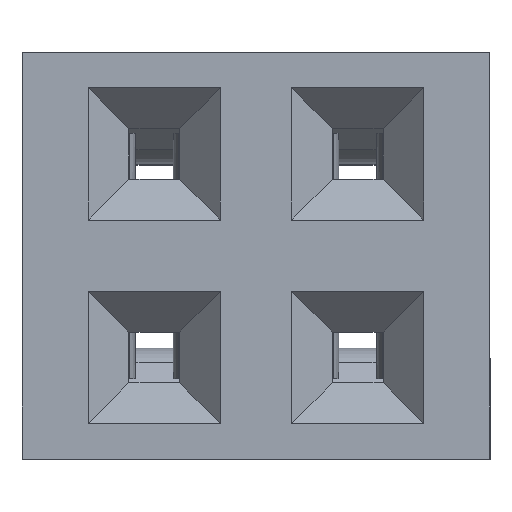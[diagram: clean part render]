
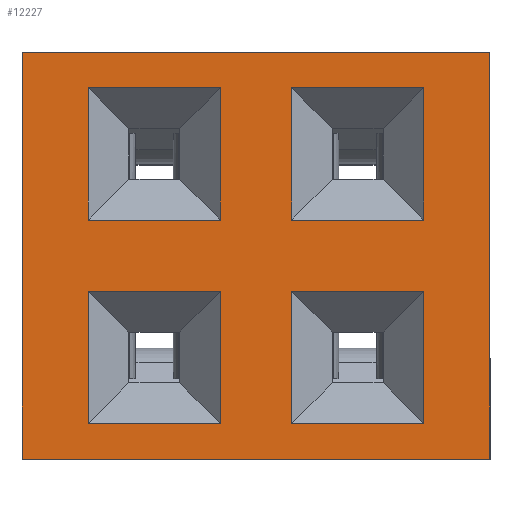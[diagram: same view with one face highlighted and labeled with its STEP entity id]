
A CAD part, top view. The second image highlights one B-rep face of the part: STEP entity #12227.
In plain terms, the highlighted planar face has unit normal (0, 0, 1).
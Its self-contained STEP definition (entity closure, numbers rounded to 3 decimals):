
#484=LINE('',#16469,#1528);
#486=LINE('',#16474,#1530);
#490=LINE('',#16481,#1534);
#492=LINE('',#16484,#1536);
#539=LINE('',#16586,#1583);
#541=LINE('',#16591,#1585);
#545=LINE('',#16598,#1589);
#547=LINE('',#16601,#1591);
#594=LINE('',#16703,#1638);
#596=LINE('',#16708,#1640);
#600=LINE('',#16715,#1644);
#602=LINE('',#16718,#1646);
#649=LINE('',#16820,#1693);
#651=LINE('',#16825,#1695);
#655=LINE('',#16832,#1699);
#657=LINE('',#16835,#1701);
#713=LINE('',#16951,#1757);
#717=LINE('',#16959,#1761);
#718=LINE('',#16961,#1762);
#719=LINE('',#16963,#1763);
#1528=VECTOR('',#13714,1000.);
#1530=VECTOR('',#13718,1000.);
#1534=VECTOR('',#13724,1000.);
#1536=VECTOR('',#13728,1000.);
#1583=VECTOR('',#13809,1000.);
#1585=VECTOR('',#13813,1000.);
#1589=VECTOR('',#13819,1000.);
#1591=VECTOR('',#13823,1000.);
#1638=VECTOR('',#13904,1000.);
#1640=VECTOR('',#13908,1000.);
#1644=VECTOR('',#13914,1000.);
#1646=VECTOR('',#13918,1000.);
#1693=VECTOR('',#13999,1000.);
#1695=VECTOR('',#14003,1000.);
#1699=VECTOR('',#14009,1000.);
#1701=VECTOR('',#14013,1000.);
#1757=VECTOR('',#14107,1000.);
#1761=VECTOR('',#14113,1000.);
#1762=VECTOR('',#14116,1000.);
#1763=VECTOR('',#14119,1000.);
#3095=ORIENTED_EDGE('',*,*,#5439,.T.);
#3096=ORIENTED_EDGE('',*,*,#5433,.T.);
#3097=ORIENTED_EDGE('',*,*,#5435,.T.);
#3098=ORIENTED_EDGE('',*,*,#5441,.T.);
#3099=ORIENTED_EDGE('',*,*,#5561,.T.);
#3100=ORIENTED_EDGE('',*,*,#5555,.T.);
#3101=ORIENTED_EDGE('',*,*,#5557,.T.);
#3102=ORIENTED_EDGE('',*,*,#5563,.T.);
#3103=ORIENTED_EDGE('',*,*,#5625,.F.);
#3104=ORIENTED_EDGE('',*,*,#5631,.F.);
#3105=ORIENTED_EDGE('',*,*,#5629,.T.);
#3106=ORIENTED_EDGE('',*,*,#5630,.T.);
#3107=ORIENTED_EDGE('',*,*,#5500,.T.);
#3108=ORIENTED_EDGE('',*,*,#5494,.T.);
#3109=ORIENTED_EDGE('',*,*,#5496,.T.);
#3110=ORIENTED_EDGE('',*,*,#5502,.T.);
#3111=ORIENTED_EDGE('',*,*,#5378,.T.);
#3112=ORIENTED_EDGE('',*,*,#5372,.T.);
#3113=ORIENTED_EDGE('',*,*,#5374,.T.);
#3114=ORIENTED_EDGE('',*,*,#5380,.T.);
#5372=EDGE_CURVE('',#6731,#6733,#484,.T.);
#5374=EDGE_CURVE('',#6733,#6734,#486,.T.);
#5378=EDGE_CURVE('',#6736,#6731,#490,.T.);
#5380=EDGE_CURVE('',#6734,#6736,#492,.T.);
#5433=EDGE_CURVE('',#6773,#6775,#539,.T.);
#5435=EDGE_CURVE('',#6775,#6776,#541,.T.);
#5439=EDGE_CURVE('',#6778,#6773,#545,.T.);
#5441=EDGE_CURVE('',#6776,#6778,#547,.T.);
#5494=EDGE_CURVE('',#6815,#6817,#594,.T.);
#5496=EDGE_CURVE('',#6817,#6819,#596,.T.);
#5500=EDGE_CURVE('',#6821,#6815,#600,.T.);
#5502=EDGE_CURVE('',#6819,#6821,#602,.T.);
#5555=EDGE_CURVE('',#6857,#6859,#649,.T.);
#5557=EDGE_CURVE('',#6859,#6861,#651,.T.);
#5561=EDGE_CURVE('',#6863,#6857,#655,.T.);
#5563=EDGE_CURVE('',#6861,#6863,#657,.T.);
#5625=EDGE_CURVE('',#6904,#6905,#713,.T.);
#5629=EDGE_CURVE('',#6906,#6907,#717,.T.);
#5630=EDGE_CURVE('',#6907,#6905,#718,.T.);
#5631=EDGE_CURVE('',#6906,#6904,#719,.T.);
#6731=VERTEX_POINT('',#16464);
#6733=VERTEX_POINT('',#16468);
#6734=VERTEX_POINT('',#16472);
#6736=VERTEX_POINT('',#16478);
#6773=VERTEX_POINT('',#16581);
#6775=VERTEX_POINT('',#16585);
#6776=VERTEX_POINT('',#16589);
#6778=VERTEX_POINT('',#16595);
#6815=VERTEX_POINT('',#16698);
#6817=VERTEX_POINT('',#16702);
#6819=VERTEX_POINT('',#16707);
#6821=VERTEX_POINT('',#16713);
#6857=VERTEX_POINT('',#16815);
#6859=VERTEX_POINT('',#16819);
#6861=VERTEX_POINT('',#16824);
#6863=VERTEX_POINT('',#16830);
#6904=VERTEX_POINT('',#16950);
#6905=VERTEX_POINT('',#16952);
#6906=VERTEX_POINT('',#16956);
#6907=VERTEX_POINT('',#16958);
#7698=EDGE_LOOP('',(#3095,#3096,#3097,#3098));
#7699=EDGE_LOOP('',(#3099,#3100,#3101,#3102));
#7700=EDGE_LOOP('',(#3103,#3104,#3105,#3106));
#7701=EDGE_LOOP('',(#3107,#3108,#3109,#3110));
#7702=EDGE_LOOP('',(#3111,#3112,#3113,#3114));
#8186=FACE_BOUND('',#7698,.T.);
#8187=FACE_BOUND('',#7699,.T.);
#8188=FACE_BOUND('',#7700,.T.);
#8189=FACE_BOUND('',#7701,.T.);
#8190=FACE_BOUND('',#7702,.T.);
#8657=PLANE('',#12773);
#12227=ADVANCED_FACE('',(#8186,#8187,#8188,#8189,#8190),#8657,.T.);
#12773=AXIS2_PLACEMENT_3D('',#16972,#14132,#14133);
#13714=DIRECTION('',(0.,1.,0.));
#13718=DIRECTION('',(1.,0.,0.));
#13724=DIRECTION('',(-1.,0.,0.));
#13728=DIRECTION('',(0.,-1.,0.));
#13809=DIRECTION('',(0.,1.,0.));
#13813=DIRECTION('',(1.,0.,0.));
#13819=DIRECTION('',(-1.,0.,0.));
#13823=DIRECTION('',(0.,-1.,0.));
#13904=DIRECTION('',(0.,1.,0.));
#13908=DIRECTION('',(1.,0.,0.));
#13914=DIRECTION('',(-1.,0.,0.));
#13918=DIRECTION('',(0.,-1.,0.));
#13999=DIRECTION('',(0.,1.,0.));
#14003=DIRECTION('',(1.,0.,0.));
#14009=DIRECTION('',(-1.,0.,0.));
#14013=DIRECTION('',(0.,-1.,0.));
#14107=DIRECTION('',(1.,0.,0.));
#14113=DIRECTION('',(1.,0.,0.));
#14116=DIRECTION('',(0.,1.,0.));
#14119=DIRECTION('',(0.,1.,0.));
#14132=DIRECTION('',(0.,0.,1.));
#14133=DIRECTION('',(1.,0.,0.));
#16464=CARTESIAN_POINT('',(0.35,-1.65,2.15));
#16468=CARTESIAN_POINT('',(0.35,-0.35,2.15));
#16469=CARTESIAN_POINT('',(0.35,-2.,2.15));
#16472=CARTESIAN_POINT('',(1.65,-0.35,2.15));
#16474=CARTESIAN_POINT('',(-2.3,-0.35,2.15));
#16478=CARTESIAN_POINT('',(1.65,-1.65,2.15));
#16481=CARTESIAN_POINT('',(-2.3,-1.65,2.15));
#16484=CARTESIAN_POINT('',(1.65,-2.,2.15));
#16581=CARTESIAN_POINT('',(-1.65,-1.65,2.15));
#16585=CARTESIAN_POINT('',(-1.65,-0.35,2.15));
#16586=CARTESIAN_POINT('',(-1.65,-2.,2.15));
#16589=CARTESIAN_POINT('',(-0.35,-0.35,2.15));
#16591=CARTESIAN_POINT('',(-2.3,-0.35,2.15));
#16595=CARTESIAN_POINT('',(-0.35,-1.65,2.15));
#16598=CARTESIAN_POINT('',(-2.3,-1.65,2.15));
#16601=CARTESIAN_POINT('',(-0.35,-2.,2.15));
#16698=CARTESIAN_POINT('',(0.35,0.35,2.15));
#16702=CARTESIAN_POINT('',(0.35,1.65,2.15));
#16703=CARTESIAN_POINT('',(0.35,-2.,2.15));
#16707=CARTESIAN_POINT('',(1.65,1.65,2.15));
#16708=CARTESIAN_POINT('',(-2.3,1.65,2.15));
#16713=CARTESIAN_POINT('',(1.65,0.35,2.15));
#16715=CARTESIAN_POINT('',(-2.3,0.35,2.15));
#16718=CARTESIAN_POINT('',(1.65,-2.,2.15));
#16815=CARTESIAN_POINT('',(-1.65,0.35,2.15));
#16819=CARTESIAN_POINT('',(-1.65,1.65,2.15));
#16820=CARTESIAN_POINT('',(-1.65,-2.,2.15));
#16824=CARTESIAN_POINT('',(-0.35,1.65,2.15));
#16825=CARTESIAN_POINT('',(-2.3,1.65,2.15));
#16830=CARTESIAN_POINT('',(-0.35,0.35,2.15));
#16832=CARTESIAN_POINT('',(-2.3,0.35,2.15));
#16835=CARTESIAN_POINT('',(-0.35,-2.,2.15));
#16950=CARTESIAN_POINT('',(-2.3,2.,2.15));
#16951=CARTESIAN_POINT('',(-2.3,2.,2.15));
#16952=CARTESIAN_POINT('',(2.3,2.,2.15));
#16956=CARTESIAN_POINT('',(-2.3,-2.,2.15));
#16958=CARTESIAN_POINT('',(2.3,-2.,2.15));
#16959=CARTESIAN_POINT('',(-2.3,-2.,2.15));
#16961=CARTESIAN_POINT('',(2.3,-2.,2.15));
#16963=CARTESIAN_POINT('',(-2.3,-2.,2.15));
#16972=CARTESIAN_POINT('',(-2.3,-2.,2.15));
